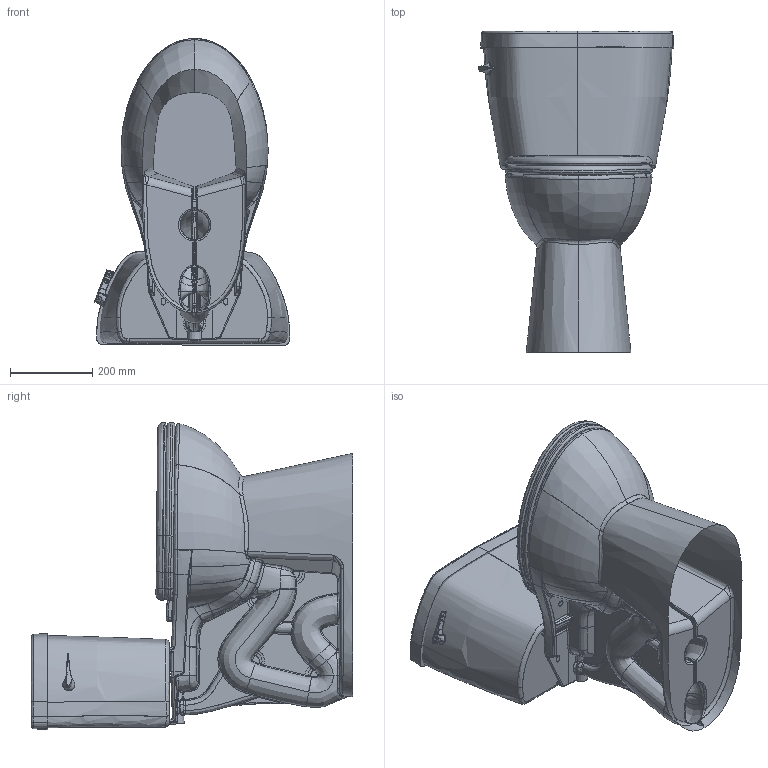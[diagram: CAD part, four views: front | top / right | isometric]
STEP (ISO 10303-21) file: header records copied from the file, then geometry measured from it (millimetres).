
FILE_DESCRIPTION (( 'STEP AP203' ), '1' );
FILE_NAME ('Stealth_SFH_EB_N7717&N7717TFH.STEP', '2016-08-26T21:05:58', ( '' ), ( '' ), 'SwSTEP 2.0', 'SolidWorks 2015', '' );
FILE_SCHEMA (( 'CONFIG_CONTROL_DESIGN' ));
Length unit declared in the file: metre
Products named in the file (9): N; Fillet006; Side_Handle_Flush_Lever001; Stealth_SFH_EB_N7717&N7717TFH; Fillet005; lid; SEAT; N7714T; _717
Assembly tree (8 placements, depth 2):
  Stealth_SFH_EB_N7717&N7717TFH
    N
    N7714T
    Fillet005
    Fillet006
    SEAT
    Side_Handle_Flush_Lever001
    _717
    lid
Bounding box: 473.91 x 780.28 x 745.1 mm (x, y, z)
Volume: 3796318 mm3; surface area: 2453352.3 mm2
Topology: 5 solids, 868 shells, 1740 faces, 8007 edges, 7158 vertices
Faces by surface type: bspline 1062, plane 473, cylinder 174, cone 28, torus 3
Entity records: 234575 total; most frequent: CARTESIAN_POINT 188267, ORIENTED_EDGE 10242, EDGE_CURVE 7997, VERTEX_POINT 7158, B_SPLINE_CURVE_WITH_KNOTS 6067, DIRECTION 3082, EDGE_LOOP 1784, FACE_OUTER_BOUND 1740
